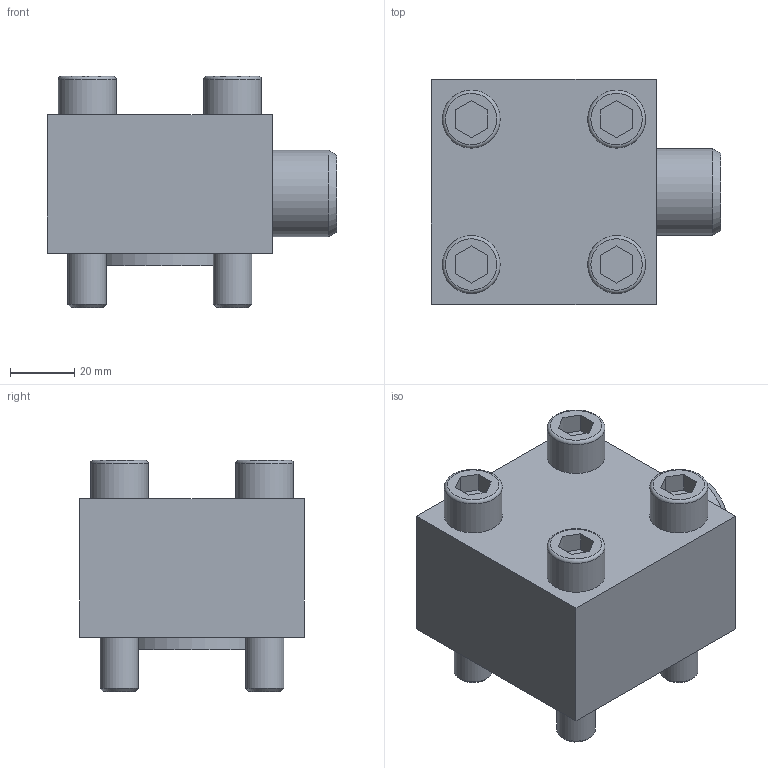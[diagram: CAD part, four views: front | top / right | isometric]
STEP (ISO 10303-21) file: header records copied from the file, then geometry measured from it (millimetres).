
FILE_DESCRIPTION(/* description */ ('STEP AP203'),/* implementation_level */ '2;1');
FILE_NAME(/* name */ 'Elbow Flange WFA 20-3-26.9x3.6-01',/* time_stamp */ '2025-01-07T10:37:10+01:00',/* author */ ('License CC BY-ND 4.0'),/* organization */ ('CADENAS'),/* preprocessor_version */ 'ST-DEVELOPER v19.3',/* originating_system */ 'PARTsolutions',/* authorisation */ ' ');
FILE_SCHEMA (('CONFIG_CONTROL_DESIGN'));
Length unit declared in the file: millimetre
Products named in the file (1): Winkelflansch WFA 20-3-26.9x3.6-01
Bounding box: 90 x 70 x 72 mm (x, y, z)
Volume: 224646.3 mm3; surface area: 34559.1 mm2
Topology: 1 solids, 3 shells, 78 faces, 173 edges, 114 vertices
Faces by surface type: plane 48, cylinder 17, torus 7, cone 5, sphere 1
Full cylindrical faces by diameter (mm): 12 x4, 18 x5, 19.7 x1, 20 x1, 26.9 x1, 28 x2, 33.24 x2, 46 x1
Entity records: 1932 total; most frequent: DIRECTION 332, CARTESIAN_POINT 323, ORIENTED_EDGE 260, EDGE_CURVE 130, EDGE_LOOP 127, FACE_BOUND 127, AXIS2_PLACEMENT_3D 124, VERTEX_POINT 101
